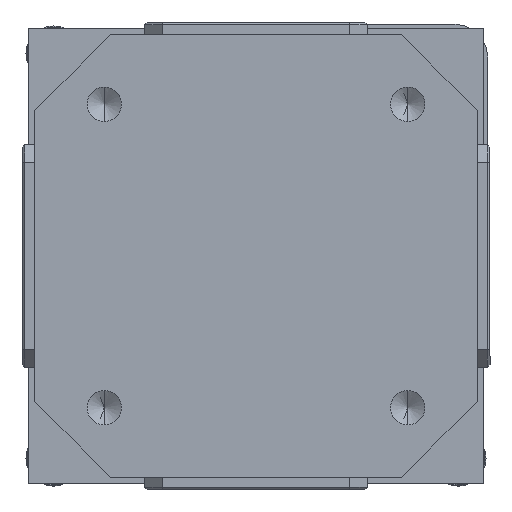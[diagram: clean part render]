
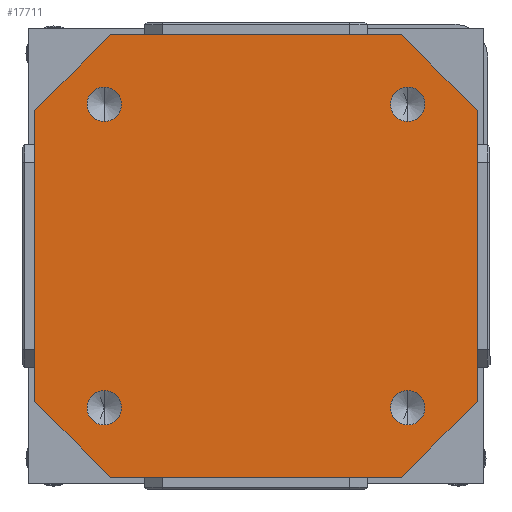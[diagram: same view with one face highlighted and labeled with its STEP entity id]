
A CAD part, front view. The second image highlights one B-rep face of the part: STEP entity #17711.
In plain terms, the highlighted planar face has unit normal (0, -1, 0).
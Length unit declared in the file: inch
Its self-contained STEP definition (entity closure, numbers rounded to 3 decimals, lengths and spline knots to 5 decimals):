
#214 = CARTESIAN_POINT ( 'NONE',  ( -0.725, 0., 0.725 ) ) ;
#497 = VERTEX_POINT ( 'NONE', #16614 ) ;
#817 = CARTESIAN_POINT ( 'NONE',  ( 0.6, 0., 0.668 ) ) ;
#1025 = LINE ( 'NONE', #26784, #13857 ) ;
#1204 = EDGE_CURVE ( 'NONE', #12588, #13174, #26507, .T. ) ;
#1569 = CARTESIAN_POINT ( 'NONE',  ( -0.875, 0., 0.575 ) ) ;
#1713 = VECTOR ( 'NONE', #15979, 39.37008 ) ;
#1826 = CARTESIAN_POINT ( 'NONE',  ( 0.575, 0., 0.875 ) ) ;
#2066 = LINE ( 'NONE', #33458, #20506 ) ;
#2814 = VERTEX_POINT ( 'NONE', #23858 ) ;
#3218 = LINE ( 'NONE', #214, #15901 ) ;
#3327 = VERTEX_POINT ( 'NONE', #36610 ) ;
#3400 = DIRECTION ( 'NONE',  ( -0.707, 0., -0.707 ) ) ;
#3556 = EDGE_LOOP ( 'NONE', ( #22786, #24996 ) ) ;
#3682 = CARTESIAN_POINT ( 'NONE',  ( -0.575, 0., -0.875 ) ) ;
#3686 = VERTEX_POINT ( 'NONE', #1569 ) ;
#3861 = DIRECTION ( 'NONE',  ( 0., 0., -1. ) ) ;
#3886 = CARTESIAN_POINT ( 'NONE',  ( 0.725, 0., 0.725 ) ) ;
#3930 = DIRECTION ( 'NONE',  ( 0., -1., 0. ) ) ;
#4280 = EDGE_LOOP ( 'NONE', ( #29496, #8545, #21090, #13328, #18332, #25002, #34693, #8678 ) ) ;
#5039 = CARTESIAN_POINT ( 'NONE',  ( 0.6, 0., -0.6 ) ) ;
#5877 = CARTESIAN_POINT ( 'NONE',  ( 0.6, 0., 0.6 ) ) ;
#6934 = CARTESIAN_POINT ( 'NONE',  ( -0.6, 0., -0.6 ) ) ;
#7161 = LINE ( 'NONE', #21623, #1713 ) ;
#7237 = EDGE_LOOP ( 'NONE', ( #21430, #12155 ) ) ;
#7558 = CARTESIAN_POINT ( 'NONE',  ( -0.6, 0., -0.6 ) ) ;
#7726 = EDGE_LOOP ( 'NONE', ( #10473, #12500 ) ) ;
#7732 = PLANE ( 'NONE',  #36129 ) ;
#8033 = DIRECTION ( 'NONE',  ( 0., -1., 0. ) ) ;
#8545 = ORIENTED_EDGE ( 'NONE', *, *, #21807, .T. ) ;
#8678 = ORIENTED_EDGE ( 'NONE', *, *, #9706, .T. ) ;
#8791 = LINE ( 'NONE', #20240, #21553 ) ;
#8896 = LINE ( 'NONE', #9268, #9870 ) ;
#9268 = CARTESIAN_POINT ( 'NONE',  ( -0.875, 0., 0.875 ) ) ;
#9706 = EDGE_CURVE ( 'NONE', #31654, #2814, #2066, .T. ) ;
#9870 = VECTOR ( 'NONE', #18431, 39.37008 ) ;
#10473 = ORIENTED_EDGE ( 'NONE', *, *, #36844, .F. ) ;
#11110 = FACE_BOUND ( 'NONE', #3556, .T. ) ;
#11215 = AXIS2_PLACEMENT_3D ( 'NONE', #15130, #14760, #3861 ) ;
#11500 = CARTESIAN_POINT ( 'NONE',  ( 0.6, 0., -0.668 ) ) ;
#12155 = ORIENTED_EDGE ( 'NONE', *, *, #14045, .F. ) ;
#12292 = DIRECTION ( 'NONE',  ( 0.707, 0., -0.707 ) ) ;
#12500 = ORIENTED_EDGE ( 'NONE', *, *, #29497, .F. ) ;
#12504 = DIRECTION ( 'NONE',  ( -0.707, 0., 0.707 ) ) ;
#12588 = VERTEX_POINT ( 'NONE', #817 ) ;
#12608 = CARTESIAN_POINT ( 'NONE',  ( -0.6, 0., -0.668 ) ) ;
#12665 = EDGE_CURVE ( 'NONE', #497, #3686, #15434, .T. ) ;
#12755 = VERTEX_POINT ( 'NONE', #12608 ) ;
#12759 = AXIS2_PLACEMENT_3D ( 'NONE', #6934, #18938, #21566 ) ;
#13174 = VERTEX_POINT ( 'NONE', #18005 ) ;
#13293 = DIRECTION ( 'NONE',  ( 0., 0., -1. ) ) ;
#13328 = ORIENTED_EDGE ( 'NONE', *, *, #32780, .T. ) ;
#13675 = VECTOR ( 'NONE', #12504, 39.37008 ) ;
#13735 = FACE_BOUND ( 'NONE', #26902, .T. ) ;
#13857 = VECTOR ( 'NONE', #12292, 39.37008 ) ;
#14018 = VERTEX_POINT ( 'NONE', #3682 ) ;
#14045 = EDGE_CURVE ( 'NONE', #25710, #29189, #36447, .T. ) ;
#14760 = DIRECTION ( 'NONE',  ( 0., -1., 0. ) ) ;
#15001 = VERTEX_POINT ( 'NONE', #11500 ) ;
#15130 = CARTESIAN_POINT ( 'NONE',  ( -0.6, 0., 0.6 ) ) ;
#15407 = ORIENTED_EDGE ( 'NONE', *, *, #24382, .F. ) ;
#15434 = LINE ( 'NONE', #20539, #36644 ) ;
#15738 = EDGE_CURVE ( 'NONE', #15001, #3327, #20182, .T. ) ;
#15901 = VECTOR ( 'NONE', #3400, 39.37008 ) ;
#15979 = DIRECTION ( 'NONE',  ( -1., 0., 0. ) ) ;
#16373 = CARTESIAN_POINT ( 'NONE',  ( 0., 0., 0. ) ) ;
#16553 = FACE_BOUND ( 'NONE', #7726, .T. ) ;
#16614 = CARTESIAN_POINT ( 'NONE',  ( -0.875, 0., -0.575 ) ) ;
#16671 = DIRECTION ( 'NONE',  ( 0., 0., -1. ) ) ;
#16702 = DIRECTION ( 'NONE',  ( 0.707, 0., 0.707 ) ) ;
#17305 = AXIS2_PLACEMENT_3D ( 'NONE', #31424, #33683, #22391 ) ;
#17711 = ADVANCED_FACE ( 'NONE', ( #13735, #16553, #24838, #11110, #25213 ), #7732, .T. ) ;
#17951 = AXIS2_PLACEMENT_3D ( 'NONE', #7558, #30127, #19016 ) ;
#18005 = CARTESIAN_POINT ( 'NONE',  ( 0.6, 0., 0.532 ) ) ;
#18332 = ORIENTED_EDGE ( 'NONE', *, *, #12665, .F. ) ;
#18431 = DIRECTION ( 'NONE',  ( 1., 0., 0. ) ) ;
#18938 = DIRECTION ( 'NONE',  ( 0., -1., 0. ) ) ;
#19016 = DIRECTION ( 'NONE',  ( 0., 0., -1. ) ) ;
#19423 = ORIENTED_EDGE ( 'NONE', *, *, #15738, .F. ) ;
#20182 = CIRCLE ( 'NONE', #27399, 0.068 ) ;
#20240 = CARTESIAN_POINT ( 'NONE',  ( 0.875, 0., 0.875 ) ) ;
#20299 = CIRCLE ( 'NONE', #17305, 0.068 ) ;
#20308 = VERTEX_POINT ( 'NONE', #1826 ) ;
#20324 = DIRECTION ( 'NONE',  ( 0., 0., -1. ) ) ;
#20453 = VERTEX_POINT ( 'NONE', #22488 ) ;
#20506 = VECTOR ( 'NONE', #16702, 39.37008 ) ;
#20539 = CARTESIAN_POINT ( 'NONE',  ( -0.875, 0., 0.875 ) ) ;
#20909 = AXIS2_PLACEMENT_3D ( 'NONE', #5039, #27980, #13293 ) ;
#21090 = ORIENTED_EDGE ( 'NONE', *, *, #32131, .F. ) ;
#21430 = ORIENTED_EDGE ( 'NONE', *, *, #27003, .F. ) ;
#21553 = VECTOR ( 'NONE', #16671, 39.37008 ) ;
#21566 = DIRECTION ( 'NONE',  ( 0., 0., -1. ) ) ;
#21623 = CARTESIAN_POINT ( 'NONE',  ( -0.875, 0., -0.875 ) ) ;
#21807 = EDGE_CURVE ( 'NONE', #22876, #20308, #30374, .T. ) ;
#22391 = DIRECTION ( 'NONE',  ( 0., 0., -1. ) ) ;
#22488 = CARTESIAN_POINT ( 'NONE',  ( -0.6, 0., -0.532 ) ) ;
#22577 = DIRECTION ( 'NONE',  ( 0., -1., 0. ) ) ;
#22786 = ORIENTED_EDGE ( 'NONE', *, *, #34307, .F. ) ;
#22876 = VERTEX_POINT ( 'NONE', #29388 ) ;
#23149 = VERTEX_POINT ( 'NONE', #24822 ) ;
#23672 = DIRECTION ( 'NONE',  ( 0., 0., -1. ) ) ;
#23858 = CARTESIAN_POINT ( 'NONE',  ( 0.875, 0., -0.575 ) ) ;
#23985 = EDGE_CURVE ( 'NONE', #22876, #2814, #8791, .T. ) ;
#24084 = AXIS2_PLACEMENT_3D ( 'NONE', #5877, #25992, #20324 ) ;
#24140 = AXIS2_PLACEMENT_3D ( 'NONE', #36642, #8033, #30794 ) ;
#24382 = EDGE_CURVE ( 'NONE', #3327, #15001, #25727, .T. ) ;
#24822 = CARTESIAN_POINT ( 'NONE',  ( -0.575, 0., 0.875 ) ) ;
#24838 = FACE_BOUND ( 'NONE', #7237, .T. ) ;
#24996 = ORIENTED_EDGE ( 'NONE', *, *, #1204, .F. ) ;
#25002 = ORIENTED_EDGE ( 'NONE', *, *, #25313, .T. ) ;
#25213 = FACE_OUTER_BOUND ( 'NONE', #4280, .T. ) ;
#25313 = EDGE_CURVE ( 'NONE', #497, #14018, #1025, .T. ) ;
#25710 = VERTEX_POINT ( 'NONE', #33907 ) ;
#25727 = CIRCLE ( 'NONE', #20909, 0.068 ) ;
#25992 = DIRECTION ( 'NONE',  ( 0., -1., 0. ) ) ;
#26507 = CIRCLE ( 'NONE', #24084, 0.068 ) ;
#26574 = DIRECTION ( 'NONE',  ( 0., 0., 1. ) ) ;
#26784 = CARTESIAN_POINT ( 'NONE',  ( -0.725, 0., -0.725 ) ) ;
#26902 = EDGE_LOOP ( 'NONE', ( #19423, #15407 ) ) ;
#27003 = EDGE_CURVE ( 'NONE', #29189, #25710, #27158, .T. ) ;
#27158 = CIRCLE ( 'NONE', #24140, 0.068 ) ;
#27399 = AXIS2_PLACEMENT_3D ( 'NONE', #35164, #3930, #23672 ) ;
#27980 = DIRECTION ( 'NONE',  ( 0., -1., 0. ) ) ;
#29030 = CIRCLE ( 'NONE', #12759, 0.068 ) ;
#29189 = VERTEX_POINT ( 'NONE', #32346 ) ;
#29388 = CARTESIAN_POINT ( 'NONE',  ( 0.875, 0., 0.575 ) ) ;
#29496 = ORIENTED_EDGE ( 'NONE', *, *, #23985, .F. ) ;
#29497 = EDGE_CURVE ( 'NONE', #20453, #12755, #29030, .T. ) ;
#30127 = DIRECTION ( 'NONE',  ( 0., -1., 0. ) ) ;
#30374 = LINE ( 'NONE', #3886, #13675 ) ;
#30794 = DIRECTION ( 'NONE',  ( 0., 0., -1. ) ) ;
#31424 = CARTESIAN_POINT ( 'NONE',  ( 0.6, 0., 0.6 ) ) ;
#31654 = VERTEX_POINT ( 'NONE', #34952 ) ;
#32131 = EDGE_CURVE ( 'NONE', #23149, #20308, #8896, .T. ) ;
#32346 = CARTESIAN_POINT ( 'NONE',  ( -0.6, 0., 0.532 ) ) ;
#32780 = EDGE_CURVE ( 'NONE', #23149, #3686, #3218, .T. ) ;
#33307 = DIRECTION ( 'NONE',  ( 0., 0., -1. ) ) ;
#33458 = CARTESIAN_POINT ( 'NONE',  ( 0.725, 0., -0.725 ) ) ;
#33549 = CIRCLE ( 'NONE', #17951, 0.068 ) ;
#33683 = DIRECTION ( 'NONE',  ( 0., -1., 0. ) ) ;
#33907 = CARTESIAN_POINT ( 'NONE',  ( -0.6, 0., 0.668 ) ) ;
#34159 = EDGE_CURVE ( 'NONE', #31654, #14018, #7161, .T. ) ;
#34307 = EDGE_CURVE ( 'NONE', #13174, #12588, #20299, .T. ) ;
#34693 = ORIENTED_EDGE ( 'NONE', *, *, #34159, .F. ) ;
#34952 = CARTESIAN_POINT ( 'NONE',  ( 0.575, 0., -0.875 ) ) ;
#35164 = CARTESIAN_POINT ( 'NONE',  ( 0.6, 0., -0.6 ) ) ;
#36129 = AXIS2_PLACEMENT_3D ( 'NONE', #16373, #22577, #33307 ) ;
#36447 = CIRCLE ( 'NONE', #11215, 0.068 ) ;
#36610 = CARTESIAN_POINT ( 'NONE',  ( 0.6, 0., -0.532 ) ) ;
#36642 = CARTESIAN_POINT ( 'NONE',  ( -0.6, 0., 0.6 ) ) ;
#36644 = VECTOR ( 'NONE', #26574, 39.37008 ) ;
#36844 = EDGE_CURVE ( 'NONE', #12755, #20453, #33549, .T. ) ;
